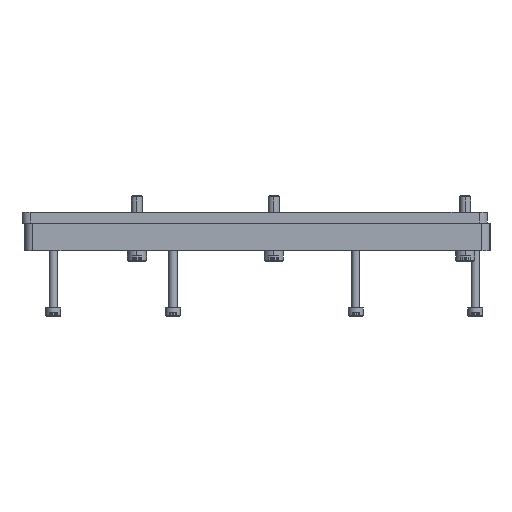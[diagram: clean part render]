
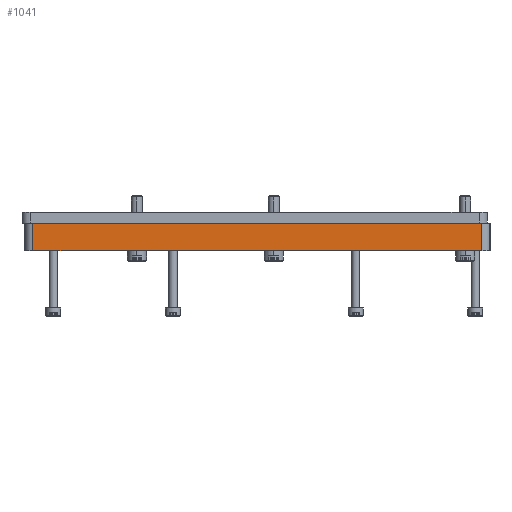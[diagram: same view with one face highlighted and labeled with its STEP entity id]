
A CAD part, left-side view. The second image highlights one B-rep face of the part: STEP entity #1041.
In plain terms, the highlighted planar face has unit normal (-1, 0, 0).
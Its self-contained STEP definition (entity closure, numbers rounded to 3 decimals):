
#14 = PLANE ( 'NONE',  #4572 ) ;
#15 = VERTEX_POINT ( 'NONE', #5429 ) ;
#67 = CARTESIAN_POINT ( 'NONE',  ( -225.5, -134.3, 10. ) ) ;
#105 = VECTOR ( 'NONE', #7357, 1000. ) ;
#230 = LINE ( 'NONE', #4936, #3449 ) ;
#1041 = ADVANCED_FACE ( 'NONE', ( #1885 ), #14, .F. ) ;
#1326 = LINE ( 'NONE', #67, #105 ) ;
#1510 = CARTESIAN_POINT ( 'NONE',  ( -225.5, -134.3, 10. ) ) ;
#1529 = EDGE_CURVE ( 'NONE', #15, #6038, #4302, .T. ) ;
#1629 = EDGE_CURVE ( 'NONE', #6256, #5964, #230, .T. ) ;
#1847 = DIRECTION ( 'NONE',  ( 1., 0., 0. ) ) ;
#1885 = FACE_OUTER_BOUND ( 'NONE', #2742, .T. ) ;
#2226 = ORIENTED_EDGE ( 'NONE', *, *, #1629, .F. ) ;
#2742 = EDGE_LOOP ( 'NONE', ( #4784, #4629, #2226, #6468 ) ) ;
#3372 = EDGE_CURVE ( 'NONE', #6256, #15, #4185, .T. ) ;
#3449 = VECTOR ( 'NONE', #5543, 1000. ) ;
#4185 = LINE ( 'NONE', #5457, #6508 ) ;
#4302 = LINE ( 'NONE', #5017, #5723 ) ;
#4527 = EDGE_CURVE ( 'NONE', #5964, #6038, #1326, .T. ) ;
#4572 = AXIS2_PLACEMENT_3D ( 'NONE', #5397, #1847, #4763 ) ;
#4629 = ORIENTED_EDGE ( 'NONE', *, *, #4527, .F. ) ;
#4763 = DIRECTION ( 'NONE',  ( 0., 1., 0. ) ) ;
#4784 = ORIENTED_EDGE ( 'NONE', *, *, #1529, .T. ) ;
#4936 = CARTESIAN_POINT ( 'NONE',  ( -225.5, -134.3, 10. ) ) ;
#5017 = CARTESIAN_POINT ( 'NONE',  ( -225.5, -134.3, 0. ) ) ;
#5397 = CARTESIAN_POINT ( 'NONE',  ( -225.5, -134.3, 10. ) ) ;
#5429 = CARTESIAN_POINT ( 'NONE',  ( -225.5, 29.7, 0. ) ) ;
#5457 = CARTESIAN_POINT ( 'NONE',  ( -225.5, 29.7, 10. ) ) ;
#5543 = DIRECTION ( 'NONE',  ( 0., -1., 0. ) ) ;
#5723 = VECTOR ( 'NONE', #7409, 1000. ) ;
#5860 = CARTESIAN_POINT ( 'NONE',  ( -225.5, -134.3, 0. ) ) ;
#5964 = VERTEX_POINT ( 'NONE', #1510 ) ;
#6038 = VERTEX_POINT ( 'NONE', #5860 ) ;
#6052 = DIRECTION ( 'NONE',  ( 0., 0., -1. ) ) ;
#6256 = VERTEX_POINT ( 'NONE', #7767 ) ;
#6468 = ORIENTED_EDGE ( 'NONE', *, *, #3372, .T. ) ;
#6508 = VECTOR ( 'NONE', #6052, 1000. ) ;
#7357 = DIRECTION ( 'NONE',  ( 0., 0., -1. ) ) ;
#7409 = DIRECTION ( 'NONE',  ( 0., -1., 0. ) ) ;
#7767 = CARTESIAN_POINT ( 'NONE',  ( -225.5, 29.7, 10. ) ) ;
